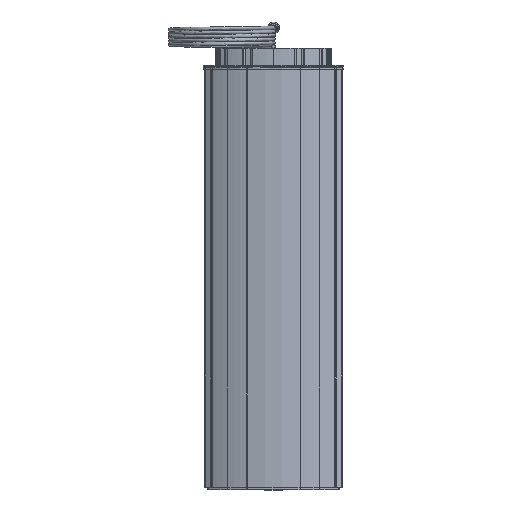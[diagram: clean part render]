
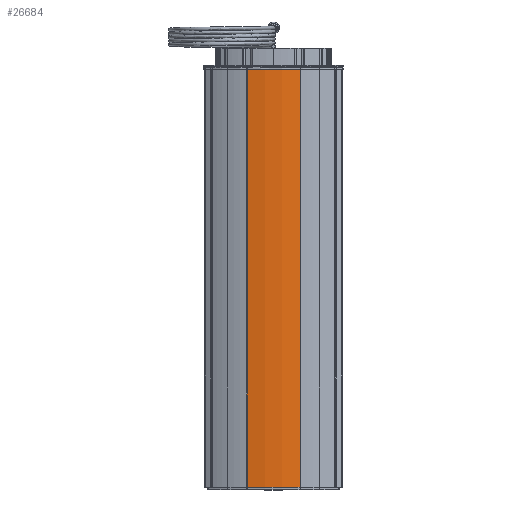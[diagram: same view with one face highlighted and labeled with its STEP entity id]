
A CAD part, top view. The second image highlights one B-rep face of the part: STEP entity #26684.
In plain terms, the highlighted cylindrical face has radius 185.6 mm (diameter 371.2 mm), a partial arc.
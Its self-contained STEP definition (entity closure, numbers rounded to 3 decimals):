
#6144 = CARTESIAN_POINT ( 'NONE',  ( 37.933, 38.434, 609. ) ) ;
#6145 = DIRECTION ( 'NONE',  ( 1., 0., 0. ) ) ;
#6146 = DIRECTION ( 'NONE',  ( 0., 0., 1. ) ) ;
#6147 = CARTESIAN_POINT ( 'NONE',  ( -143.644, 0., 609. ) ) ;
#6148 = AXIS2_PLACEMENT_3D ( 'NONE', #6147, #6146, #6145 ) ;
#6149 = CIRCLE ( 'NONE', #6148, 185.6 ) ;
#6150 = CARTESIAN_POINT ( 'NONE',  ( 37.933, -38.434, 609. ) ) ;
#7467 = CARTESIAN_POINT ( 'NONE',  ( 37.933, 38.434, 0. ) ) ;
#7524 = CARTESIAN_POINT ( 'NONE',  ( 37.933, -38.434, 0. ) ) ;
#7525 = DIRECTION ( 'NONE',  ( 1., 0., 0. ) ) ;
#7526 = DIRECTION ( 'NONE',  ( 0., 0., 1. ) ) ;
#7527 = CARTESIAN_POINT ( 'NONE',  ( -143.644, 0., 0. ) ) ;
#7528 = AXIS2_PLACEMENT_3D ( 'NONE', #7527, #7526, #7525 ) ;
#7529 = CIRCLE ( 'NONE', #7528, 185.6 ) ;
#9100 = VECTOR ( 'NONE', #9162, 1000. ) ;
#9101 = CARTESIAN_POINT ( 'NONE',  ( 37.933, -38.434, 609. ) ) ;
#9102 = LINE ( 'NONE', #9101, #9100 ) ;
#9152 = DIRECTION ( 'NONE',  ( 0., 0., -1. ) ) ;
#9153 = VECTOR ( 'NONE', #9152, 1000. ) ;
#9154 = CARTESIAN_POINT ( 'NONE',  ( 37.933, 38.434, 609. ) ) ;
#9155 = DIRECTION ( 'NONE',  ( -1., 0., 0. ) ) ;
#9156 = DIRECTION ( 'NONE',  ( 0., 0., -1. ) ) ;
#9157 = CARTESIAN_POINT ( 'NONE',  ( -143.644, 0., 609. ) ) ;
#9158 = AXIS2_PLACEMENT_3D ( 'NONE', #9157, #9156, #9155 ) ;
#9159 = LINE ( 'NONE', #9154, #9153 ) ;
#9160 = CYLINDRICAL_SURFACE ( 'NONE', #9158, 185.6 ) ;
#9161 = FACE_OUTER_BOUND ( 'NONE', #26685, .T. ) ;
#9162 = DIRECTION ( 'NONE',  ( 0., 0., -1. ) ) ;
#24936 = VERTEX_POINT ( 'NONE', #6150 ) ;
#24938 = EDGE_CURVE ( 'NONE', #24936, #24939, #6149, .T. ) ;
#24939 = VERTEX_POINT ( 'NONE', #6144 ) ;
#25678 = VERTEX_POINT ( 'NONE', #7467 ) ;
#25680 = EDGE_CURVE ( 'NONE', #25681, #25678, #7529, .T. ) ;
#25681 = VERTEX_POINT ( 'NONE', #7524 ) ;
#26681 = EDGE_CURVE ( 'NONE', #24936, #25681, #9102, .T. ) ;
#26684 = ADVANCED_FACE ( 'NONE', ( #9161 ), #9160, .T. ) ;
#26685 = EDGE_LOOP ( 'NONE', ( #26686, #26687, #26689, #26690 ) ) ;
#26686 = ORIENTED_EDGE ( 'NONE', *, *, #25680, .T. ) ;
#26687 = ORIENTED_EDGE ( 'NONE', *, *, #26688, .F. ) ;
#26688 = EDGE_CURVE ( 'NONE', #24939, #25678, #9159, .T. ) ;
#26689 = ORIENTED_EDGE ( 'NONE', *, *, #24938, .F. ) ;
#26690 = ORIENTED_EDGE ( 'NONE', *, *, #26681, .T. ) ;
